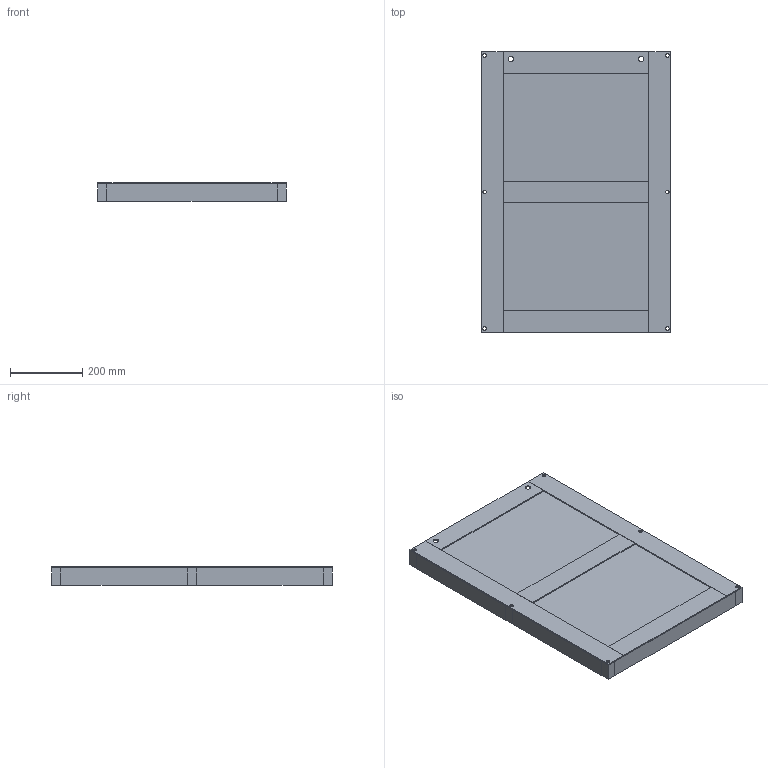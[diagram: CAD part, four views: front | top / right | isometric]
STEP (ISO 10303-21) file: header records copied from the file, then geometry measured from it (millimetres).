
FILE_DESCRIPTION (( 'STEP AP203' ), '1' );
FILE_NAME ('20213020S007-飛輪護罩.STEP', '2023-10-02T08:29:52', ( '' ), ( '' ), 'SwSTEP 2.0', 'SolidWorks 2018', '' );
FILE_SCHEMA (( 'CONFIG_CONTROL_DESIGN' ));
Length unit declared in the file: millimetre
Products named in the file (1): 20213020S007-飛輪護罩
Bounding box: 522 x 775 x 51.2 mm (x, y, z)
Volume: 1430821.6 mm3; surface area: 1188012 mm2
Topology: 18 solids, 18 shells, 122 faces, 262 edges, 176 vertices
Faces by surface type: plane 108, cylinder 14
Full cylindrical faces by diameter (mm): 10 x12, 15 x2
Entity records: 3259 total; most frequent: CARTESIAN_POINT 539, DIRECTION 518, ORIENTED_EDGE 488, EDGE_CURVE 244, LINE 216, VECTOR 216, VERTEX_POINT 172, EDGE_LOOP 164
